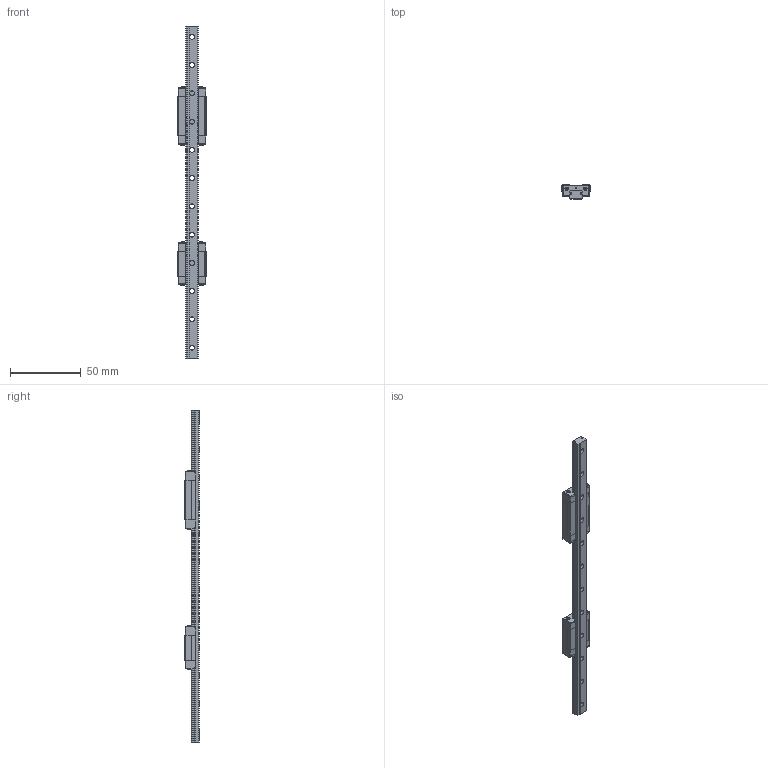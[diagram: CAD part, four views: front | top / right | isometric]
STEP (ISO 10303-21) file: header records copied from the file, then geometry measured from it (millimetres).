
FILE_DESCRIPTION (( 'STEP AP203' ), '1' );
FILE_NAME ('SBM(L) 9 ASS.STEP', '2016-10-27T00:24:22', ( '234' ), ( '' ), 'SwSTEP 2.0', 'SolidWorks 2013', '' );
FILE_SCHEMA (( 'CONFIG_CONTROL_DESIGN' ));
Length unit declared in the file: millimetre
Products named in the file (7): 墾獐お; 9 RA2; 9L BL; SBM(L) 9 ASS; 9 BL; 9 ES; 9 EP
Assembly tree (19 placements, depth 2):
  SBM(L) 9 ASS
    9 BL
    9 ES  x4
    9 EP  x4
    墾獐お  x8
    9 RA2
    9L BL
Bounding box: 20 x 10 x 235 mm (x, y, z)
Volume: 18075.3 mm3; surface area: 15724.9 mm2
Topology: 19 solids, 19 shells, 802 faces, 2172 edges, 1444 vertices
Faces by surface type: plane 473, cylinder 313, cone 16
Entity records: 12063 total; most frequent: DIRECTION 1974, CARTESIAN_POINT 1908, ORIENTED_EDGE 1852, EDGE_CURVE 926, AXIS2_PLACEMENT_3D 684, VERTEX_POINT 618, VECTOR 606, LINE 606
